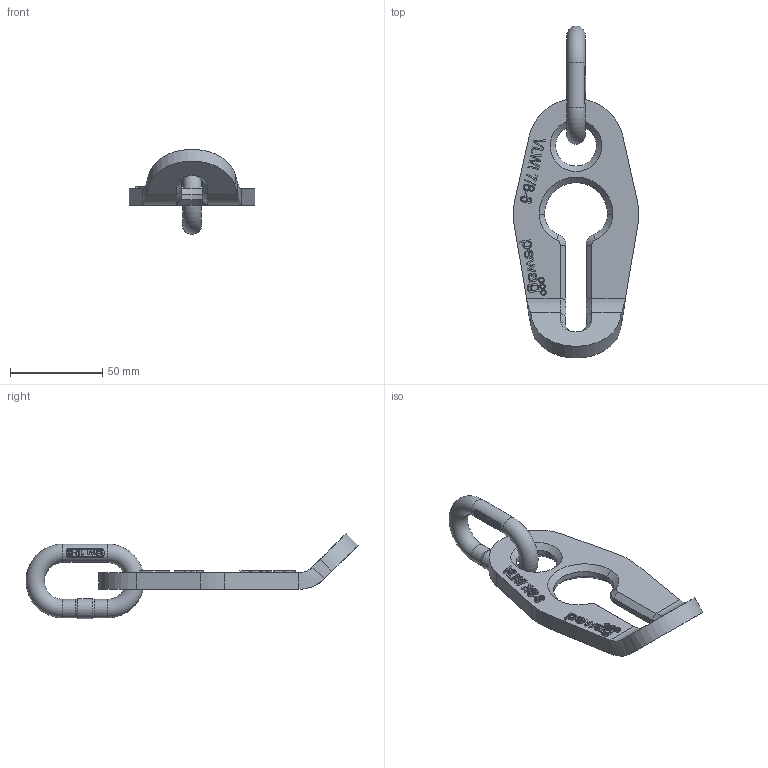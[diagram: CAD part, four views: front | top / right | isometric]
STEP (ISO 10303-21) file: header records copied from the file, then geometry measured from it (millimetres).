
FILE_DESCRIPTION(/* description */ (''),/* implementation_level */ '2;1');
FILE_NAME(/* name */ 'VLWI_7_8-6_Kundenmodell.stp',/* time_stamp */ '2015-10-22T09:23:31+02:00',/* author */ (''),/* organization */ (''),/* preprocessor_version */ 'ST-DEVELOPER v15',/* originating_system */ 'SIEMENS PLM Software NX 9.0',/* authorisation */ '');
FILE_SCHEMA (('AUTOMOTIVE_DESIGN { 1 0 10303 214 3 1 1 1 }'));
Length unit declared in the file: millimetre
Products named in the file (1): ZER141C990Alz4r
Bounding box: 67.95 x 179.75 x 46.12 mm (x, y, z)
Volume: 61927.8 mm3; surface area: 21510.9 mm2
Topology: 2 solids, 2 shells, 286 faces, 690 edges, 444 vertices
Faces by surface type: plane 146, extrusion 85, cylinder 27, cone 20, bspline 6, torus 2
Full cylindrical faces by diameter (mm): 10 x3, 10.75 x1, 22 x1
Entity records: 10558 total; most frequent: CARTESIAN_POINT 4519, ORIENTED_EDGE 1348, DIRECTION 890, EDGE_CURVE 674, VERTEX_POINT 442, B_SPLINE_CURVE_WITH_KNOTS 410, VECTOR 370, EDGE_LOOP 342
